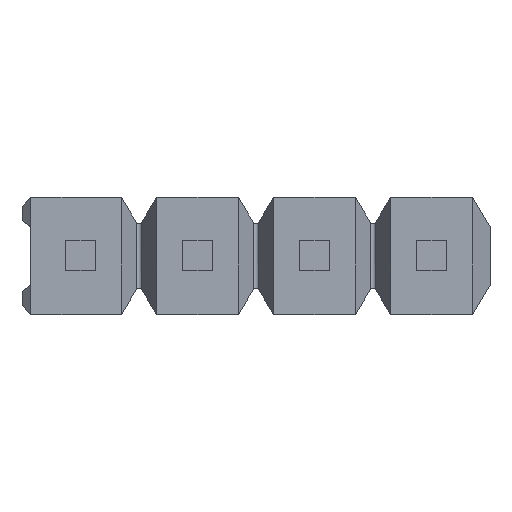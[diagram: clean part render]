
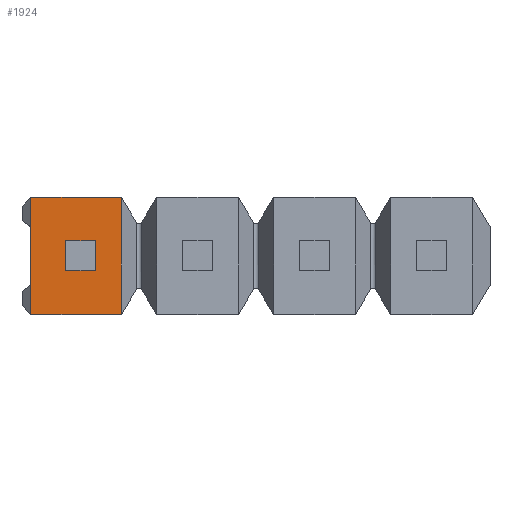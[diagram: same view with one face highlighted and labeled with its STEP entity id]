
A CAD part, top view. The second image highlights one B-rep face of the part: STEP entity #1924.
In plain terms, the highlighted planar face has unit normal (0, 0, 1).
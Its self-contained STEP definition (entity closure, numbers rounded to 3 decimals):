
#191=DIRECTION('',(1.,0.,0.));
#192=VECTOR('',#191,0.5);
#193=CARTESIAN_POINT('',(-3.25,-0.25,0.));
#194=LINE('',#193,#192);
#195=DIRECTION('',(0.,1.,0.));
#196=VECTOR('',#195,0.5);
#197=CARTESIAN_POINT('',(-2.75,-0.25,0.));
#198=LINE('',#197,#196);
#199=DIRECTION('',(1.,0.,0.));
#200=VECTOR('',#199,0.5);
#201=CARTESIAN_POINT('',(-3.25,0.25,0.));
#202=LINE('',#201,#200);
#203=DIRECTION('',(0.,1.,0.));
#204=VECTOR('',#203,0.5);
#205=CARTESIAN_POINT('',(-3.25,-0.25,0.));
#206=LINE('',#205,#204);
#291=DIRECTION('',(0.,1.,0.));
#292=VECTOR('',#291,0.5);
#293=CARTESIAN_POINT('',(-3.85,0.5,0.));
#294=LINE('',#293,#292);
#295=DIRECTION('',(1.,0.,0.));
#296=VECTOR('',#295,1.55);
#297=CARTESIAN_POINT('',(-3.85,1.,0.));
#298=LINE('',#297,#296);
#299=DIRECTION('',(0.,-1.,0.));
#300=VECTOR('',#299,2.);
#301=CARTESIAN_POINT('',(-2.3,1.,0.));
#302=LINE('',#301,#300);
#303=DIRECTION('',(0.,1.,0.));
#304=VECTOR('',#303,0.5);
#305=CARTESIAN_POINT('',(-3.85,-1.,0.));
#306=LINE('',#305,#304);
#307=DIRECTION('',(0.,1.,0.));
#308=VECTOR('',#307,1.);
#309=CARTESIAN_POINT('',(-3.85,-0.5,0.));
#310=LINE('',#309,#308);
#1013=DIRECTION('',(1.,0.,0.));
#1014=VECTOR('',#1013,1.55);
#1015=CARTESIAN_POINT('',(-3.85,-1.,0.));
#1016=LINE('',#1015,#1014);
#1383=CARTESIAN_POINT('',(-2.3,1.,0.));
#1384=CARTESIAN_POINT('',(-2.3,-1.,0.));
#1385=VERTEX_POINT('',#1383);
#1386=VERTEX_POINT('',#1384);
#1407=CARTESIAN_POINT('',(-3.85,0.5,0.));
#1409=VERTEX_POINT('',#1407);
#1413=CARTESIAN_POINT('',(-3.85,1.,0.));
#1414=VERTEX_POINT('',#1413);
#1433=CARTESIAN_POINT('',(-3.85,-1.,0.));
#1434=VERTEX_POINT('',#1433);
#1436=CARTESIAN_POINT('',(-3.85,-0.5,0.));
#1438=VERTEX_POINT('',#1436);
#1455=CARTESIAN_POINT('',(-3.25,-0.25,0.));
#1456=CARTESIAN_POINT('',(-2.75,-0.25,0.));
#1457=VERTEX_POINT('',#1455);
#1458=VERTEX_POINT('',#1456);
#1459=CARTESIAN_POINT('',(-3.25,0.25,0.));
#1460=CARTESIAN_POINT('',(-2.75,0.25,0.));
#1461=VERTEX_POINT('',#1459);
#1462=VERTEX_POINT('',#1460);
#1897=CARTESIAN_POINT('',(-4.,1.,0.));
#1898=DIRECTION('',(0.,0.,1.));
#1899=DIRECTION('',(0.,-1.,0.));
#1900=AXIS2_PLACEMENT_3D('',#1897,#1898,#1899);
#1901=PLANE('',#1900);
#1902=ORIENTED_EDGE('',*,*,#1785,.T.);
#1904=ORIENTED_EDGE('',*,*,#1903,.T.);
#1906=ORIENTED_EDGE('',*,*,#1905,.T.);
#1908=ORIENTED_EDGE('',*,*,#1907,.F.);
#1910=ORIENTED_EDGE('',*,*,#1909,.T.);
#1911=ORIENTED_EDGE('',*,*,#1809,.T.);
#1912=EDGE_LOOP('',(#1902,#1904,#1906,#1908,#1910,#1911));
#1913=FACE_OUTER_BOUND('',#1912,.F.);
#1915=ORIENTED_EDGE('',*,*,#1914,.T.);
#1917=ORIENTED_EDGE('',*,*,#1916,.T.);
#1919=ORIENTED_EDGE('',*,*,#1918,.F.);
#1921=ORIENTED_EDGE('',*,*,#1920,.F.);
#1922=EDGE_LOOP('',(#1915,#1917,#1919,#1921));
#1923=FACE_BOUND('',#1922,.F.);
#1785=EDGE_CURVE('',#1409,#1414,#294,.T.);
#1809=EDGE_CURVE('',#1438,#1409,#310,.T.);
#1903=EDGE_CURVE('',#1414,#1385,#298,.T.);
#1905=EDGE_CURVE('',#1385,#1386,#302,.T.);
#1907=EDGE_CURVE('',#1434,#1386,#1016,.T.);
#1909=EDGE_CURVE('',#1434,#1438,#306,.T.);
#1914=EDGE_CURVE('',#1457,#1458,#194,.T.);
#1916=EDGE_CURVE('',#1458,#1462,#198,.T.);
#1918=EDGE_CURVE('',#1461,#1462,#202,.T.);
#1920=EDGE_CURVE('',#1457,#1461,#206,.T.);
#1924=ADVANCED_FACE('',(#1913,#1923),#1901,.T.);
